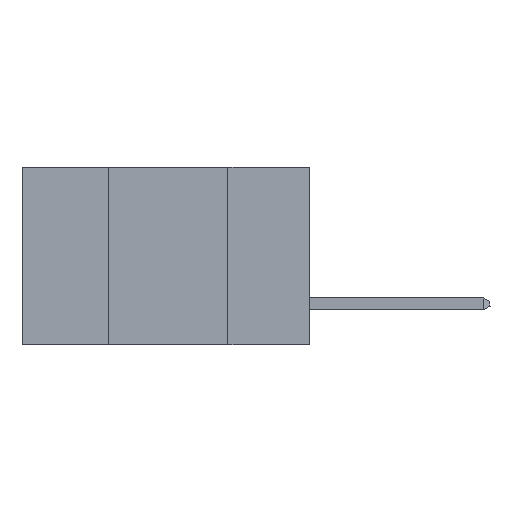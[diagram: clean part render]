
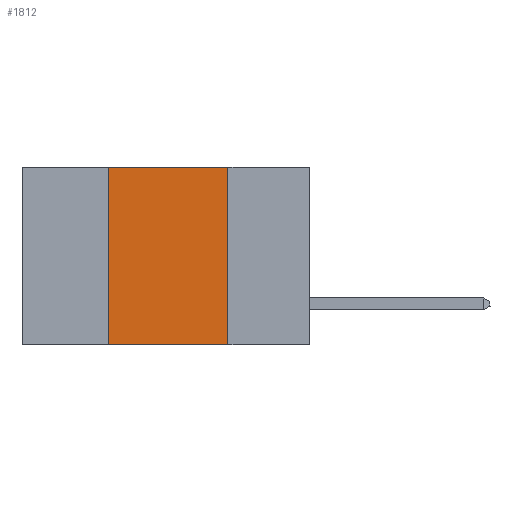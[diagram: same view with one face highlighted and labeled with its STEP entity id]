
A CAD part, left-side view. The second image highlights one B-rep face of the part: STEP entity #1812.
In plain terms, the highlighted planar face has unit normal (-1, 0, 0).
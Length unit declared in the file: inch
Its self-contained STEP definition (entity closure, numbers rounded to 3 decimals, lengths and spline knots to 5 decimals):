
#70 = CARTESIAN_POINT ( 'NONE',  ( 0., 0.6, 0. ) ) ;
#315 = CARTESIAN_POINT ( 'NONE',  ( 0., 0.42, 0. ) ) ;
#557 = EDGE_CURVE ( 'NONE', #11021, #1830, #7313, .T. ) ;
#1586 = DIRECTION ( 'NONE',  ( 0., -1., 0. ) ) ;
#1595 = DIRECTION ( 'NONE',  ( 1., 0., 0. ) ) ;
#1812 = ADVANCED_FACE ( 'NONE', ( #15283 ), #3872, .F. ) ;
#1830 = VERTEX_POINT ( 'NONE', #6479 ) ;
#3872 = PLANE ( 'NONE',  #3971 ) ;
#3923 = CARTESIAN_POINT ( 'NONE',  ( 0., 0.42, -0.37 ) ) ;
#3966 = VECTOR ( 'NONE', #1586, 39.37008 ) ;
#3971 = AXIS2_PLACEMENT_3D ( 'NONE', #14985, #1595, #15138 ) ;
#4166 = VECTOR ( 'NONE', #8520, 39.37008 ) ;
#5918 = VERTEX_POINT ( 'NONE', #3923 ) ;
#6479 = CARTESIAN_POINT ( 'NONE',  ( 0., 0.17, -0.37 ) ) ;
#6501 = LINE ( 'NONE', #9357, #8518 ) ;
#6778 = EDGE_LOOP ( 'NONE', ( #9537, #11971, #12434, #9309 ) ) ;
#6842 = DIRECTION ( 'NONE',  ( 0., 0., 1. ) ) ;
#7313 = LINE ( 'NONE', #14740, #4166 ) ;
#8028 = CARTESIAN_POINT ( 'NONE',  ( 0., 0.6, -0.37 ) ) ;
#8518 = VECTOR ( 'NONE', #6842, 39.37008 ) ;
#8520 = DIRECTION ( 'NONE',  ( 0., 0., -1. ) ) ;
#8630 = LINE ( 'NONE', #70, #11260 ) ;
#8951 = DIRECTION ( 'NONE',  ( 0., -1., 0. ) ) ;
#9143 = CARTESIAN_POINT ( 'NONE',  ( 0., 0.17, 0. ) ) ;
#9191 = EDGE_CURVE ( 'NONE', #5918, #1830, #13906, .T. ) ;
#9309 = ORIENTED_EDGE ( 'NONE', *, *, #9191, .T. ) ;
#9357 = CARTESIAN_POINT ( 'NONE',  ( 0., 0.42, 0. ) ) ;
#9537 = ORIENTED_EDGE ( 'NONE', *, *, #557, .F. ) ;
#11021 = VERTEX_POINT ( 'NONE', #9143 ) ;
#11166 = VERTEX_POINT ( 'NONE', #315 ) ;
#11260 = VECTOR ( 'NONE', #8951, 39.37008 ) ;
#11971 = ORIENTED_EDGE ( 'NONE', *, *, #15831, .F. ) ;
#12434 = ORIENTED_EDGE ( 'NONE', *, *, #16011, .F. ) ;
#13906 = LINE ( 'NONE', #8028, #3966 ) ;
#14740 = CARTESIAN_POINT ( 'NONE',  ( 0., 0.17, 0. ) ) ;
#14985 = CARTESIAN_POINT ( 'NONE',  ( 0., 0.6, 0. ) ) ;
#15138 = DIRECTION ( 'NONE',  ( 0., 0., -1. ) ) ;
#15283 = FACE_OUTER_BOUND ( 'NONE', #6778, .T. ) ;
#15831 = EDGE_CURVE ( 'NONE', #11166, #11021, #8630, .T. ) ;
#16011 = EDGE_CURVE ( 'NONE', #5918, #11166, #6501, .T. ) ;
